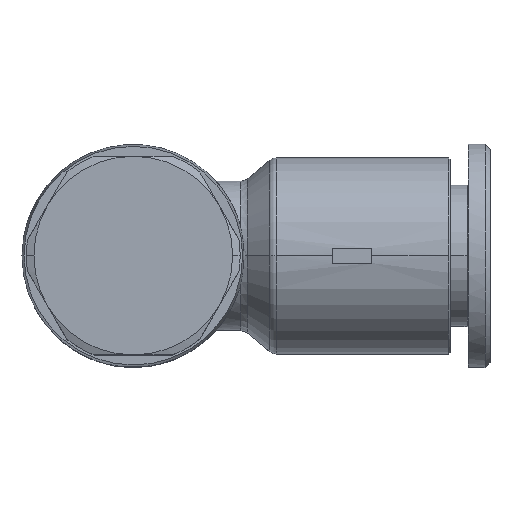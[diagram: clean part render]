
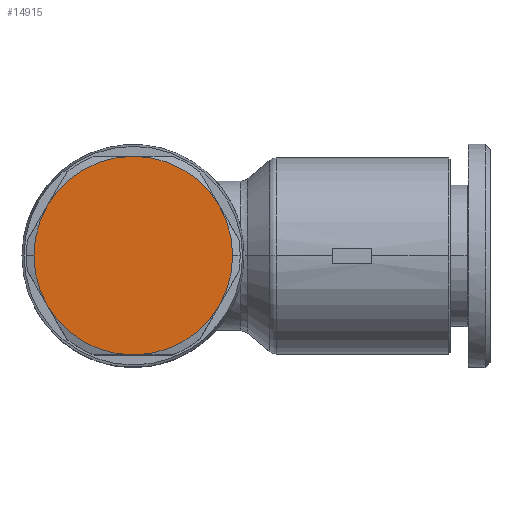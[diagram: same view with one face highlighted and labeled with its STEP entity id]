
A CAD part, top view. The second image highlights one B-rep face of the part: STEP entity #14915.
In plain terms, the highlighted planar face has unit normal (0, 0, 1).
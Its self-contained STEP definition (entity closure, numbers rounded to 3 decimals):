
#1181=CARTESIAN_POINT('',(21.,0.,13.1));
#1182=VERTEX_POINT('',#1181);
#1191=CARTESIAN_POINT('',(19.66,-5.,13.1));
#1192=VERTEX_POINT('',#1191);
#1193=CARTESIAN_POINT('',(11.,0.,13.1));
#1194=DIRECTION('',(0.0,0.0,1.0));
#1195=DIRECTION('',(-1.0,0.0,0.0));
#1196=AXIS2_PLACEMENT_3D('',#1193,#1194,#1195);
#1197=CIRCLE('',#1196,10.);
#1198=EDGE_CURVE('',#1192,#1182,#1197,.T.);
#1232=CARTESIAN_POINT('',(1.,0.,13.1));
#1233=VERTEX_POINT('',#1232);
#1249=CARTESIAN_POINT('',(2.34,-5.,13.1));
#1250=VERTEX_POINT('',#1249);
#1264=CARTESIAN_POINT('',(11.,0.,13.1));
#1265=DIRECTION('',(0.0,0.0,1.0));
#1266=DIRECTION('',(-1.0,0.0,0.0));
#1267=AXIS2_PLACEMENT_3D('',#1264,#1265,#1266);
#1268=CIRCLE('',#1267,10.);
#1269=EDGE_CURVE('',#1233,#1250,#1268,.T.);
#14562=CARTESIAN_POINT('',(2.34,5.,13.1));
#14563=VERTEX_POINT('',#14562);
#14606=CARTESIAN_POINT('',(11.,10.,13.1));
#14607=VERTEX_POINT('',#14606);
#14650=CARTESIAN_POINT('',(19.66,5.,13.1));
#14651=VERTEX_POINT('',#14650);
#14724=CARTESIAN_POINT('',(11.,-10.,13.1));
#14725=VERTEX_POINT('',#14724);
#14768=CARTESIAN_POINT('',(11.,0.,13.1));
#14769=DIRECTION('',(0.0,0.0,1.0));
#14770=DIRECTION('',(-1.0,0.0,0.0));
#14771=AXIS2_PLACEMENT_3D('',#14768,#14769,#14770);
#14772=CIRCLE('',#14771,10.);
#14773=EDGE_CURVE('',#14563,#1233,#14772,.T.);
#14787=CARTESIAN_POINT('',(11.,0.,13.1));
#14788=DIRECTION('',(0.0,0.0,1.0));
#14789=DIRECTION('',(-1.0,0.0,0.0));
#14790=AXIS2_PLACEMENT_3D('',#14787,#14788,#14789);
#14791=CIRCLE('',#14790,10.);
#14792=EDGE_CURVE('',#14607,#14563,#14791,.T.);
#14805=CARTESIAN_POINT('',(11.,0.,13.1));
#14806=DIRECTION('',(0.0,0.0,1.0));
#14807=DIRECTION('',(-1.0,0.0,0.0));
#14808=AXIS2_PLACEMENT_3D('',#14805,#14806,#14807);
#14809=CIRCLE('',#14808,10.);
#14810=EDGE_CURVE('',#14651,#14607,#14809,.T.);
#14824=CARTESIAN_POINT('',(11.,0.,13.1));
#14825=DIRECTION('',(0.0,0.0,1.0));
#14826=DIRECTION('',(-1.0,0.0,0.0));
#14827=AXIS2_PLACEMENT_3D('',#14824,#14825,#14826);
#14828=CIRCLE('',#14827,10.);
#14829=EDGE_CURVE('',#1182,#14651,#14828,.T.);
#14841=CARTESIAN_POINT('',(11.,0.,13.1));
#14842=DIRECTION('',(0.0,0.0,1.0));
#14843=DIRECTION('',(-1.0,0.0,0.0));
#14844=AXIS2_PLACEMENT_3D('',#14841,#14842,#14843);
#14845=CIRCLE('',#14844,10.);
#14846=EDGE_CURVE('',#14725,#1192,#14845,.T.);
#14859=CARTESIAN_POINT('',(11.,0.,13.1));
#14860=DIRECTION('',(0.0,0.0,1.0));
#14861=DIRECTION('',(-1.0,0.0,0.0));
#14862=AXIS2_PLACEMENT_3D('',#14859,#14860,#14861);
#14863=CIRCLE('',#14862,10.);
#14864=EDGE_CURVE('',#1250,#14725,#14863,.T.);
#14900=CARTESIAN_POINT('',(11.,0.,13.1));
#14901=DIRECTION('',(0.0,0.0,1.0));
#14902=DIRECTION('',(-1.0,0.0,0.0));
#14903=AXIS2_PLACEMENT_3D('',#14900,#14901,#14902);
#14904=PLANE('',#14903);
#14905=ORIENTED_EDGE('',*,*,#14864,.T.);
#14906=ORIENTED_EDGE('',*,*,#14846,.T.);
#14907=ORIENTED_EDGE('',*,*,#1198,.T.);
#14908=ORIENTED_EDGE('',*,*,#14829,.T.);
#14909=ORIENTED_EDGE('',*,*,#14810,.T.);
#14910=ORIENTED_EDGE('',*,*,#14792,.T.);
#14911=ORIENTED_EDGE('',*,*,#14773,.T.);
#14912=ORIENTED_EDGE('',*,*,#1269,.T.);
#14913=EDGE_LOOP('',(#14905,#14906,#14907,#14908,#14909,#14910,#14911,#14912));
#14914=FACE_OUTER_BOUND('',#14913,.T.);
#14915=ADVANCED_FACE('',(#14914),#14904,.T.);
